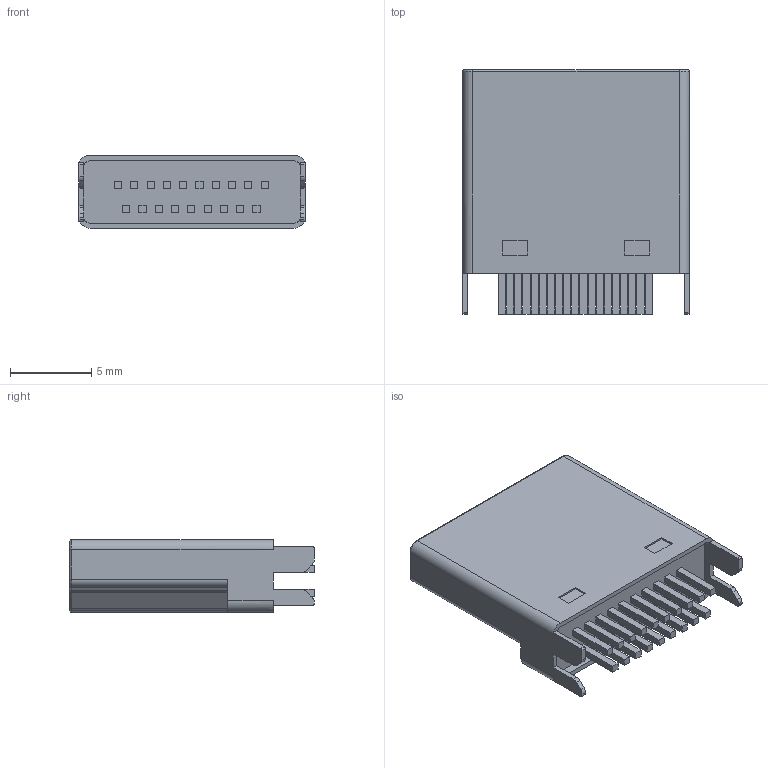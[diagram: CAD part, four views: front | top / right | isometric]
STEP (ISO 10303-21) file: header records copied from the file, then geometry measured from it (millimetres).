
FILE_DESCRIPTION((''),'2;1');
FILE_NAME('HDMI-W','2012-09-18T',('Administrator'),(''),'PRO/ENGINEER BY PARAMETRIC TECHNOLOGY CORPORATION, 2008230','PRO/ENGINEER BY PARAMETRIC TECHNOLOGY CORPORATION, 2008230','');
FILE_SCHEMA(('AUTOMOTIVE_DESIGN_CC2 { 1 2 10303 214 -1 1 5 2 }'));
Length unit declared in the file: millimetre
Products named in the file (1): HDMI-W
Bounding box: 13.9 x 15 x 4.45 mm (x, y, z)
Volume: 589.3 mm3; surface area: 1117.6 mm2
Topology: 1 solids, 1 shells, 309 faces, 766 edges, 504 vertices
Faces by surface type: plane 267, cylinder 34, torus 8
Entity records: 11729 total; most frequent: CARTESIAN_POINT 1618, DIRECTION 1542, ORIENTED_EDGE 1532, PRESENTATION_STYLE_ASSIGNMENT 814, STYLED_ITEM 806, CURVE_STYLE 805, EDGE_CURVE 766, VECTOR 686
